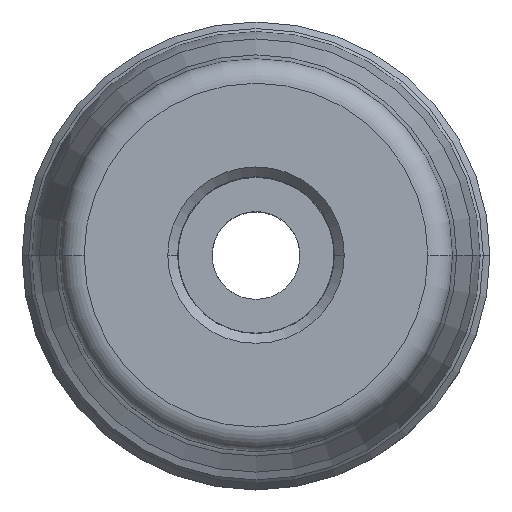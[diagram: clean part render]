
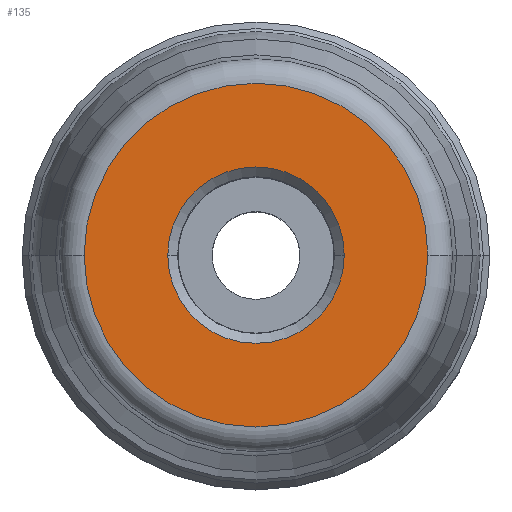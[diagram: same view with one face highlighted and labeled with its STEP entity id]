
A CAD part, top view. The second image highlights one B-rep face of the part: STEP entity #135.
In plain terms, the highlighted planar face has unit normal (0, 0, 1).
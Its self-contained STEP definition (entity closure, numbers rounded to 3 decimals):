
#78=PLANE('',#1359);
#87=FACE_BOUND('',#308,.T.);
#88=FACE_BOUND('',#309,.T.);
#135=ADVANCED_FACE('',(#87,#88),#78,.F.);
#308=EDGE_LOOP('',(#514,#515,#516,#517));
#309=EDGE_LOOP('',(#518,#519));
#514=ORIENTED_EDGE('',*,*,#834,.F.);
#515=ORIENTED_EDGE('',*,*,#832,.F.);
#516=ORIENTED_EDGE('',*,*,#831,.F.);
#517=ORIENTED_EDGE('',*,*,#835,.T.);
#518=ORIENTED_EDGE('',*,*,#836,.F.);
#519=ORIENTED_EDGE('',*,*,#837,.F.);
#706=VERTEX_POINT('',#2139);
#707=VERTEX_POINT('',#2141);
#708=VERTEX_POINT('',#2143);
#709=VERTEX_POINT('',#2147);
#710=VERTEX_POINT('',#2151);
#711=VERTEX_POINT('',#2152);
#831=EDGE_CURVE('',#706,#707,#964,.T.);
#832=EDGE_CURVE('',#707,#708,#965,.T.);
#834=EDGE_CURVE('',#708,#709,#967,.T.);
#835=EDGE_CURVE('',#706,#709,#968,.T.);
#836=EDGE_CURVE('',#710,#711,#969,.T.);
#837=EDGE_CURVE('',#711,#710,#970,.T.);
#964=CIRCLE('',#1350,14.);
#965=CIRCLE('',#1351,14.);
#967=CIRCLE('',#1354,14.);
#968=CIRCLE('',#1355,14.);
#969=CIRCLE('',#1357,7.185);
#970=CIRCLE('',#1358,7.185);
#1350=AXIS2_PLACEMENT_3D('',#2140,#1676,#1677);
#1351=AXIS2_PLACEMENT_3D('',#2142,#1678,#1679);
#1354=AXIS2_PLACEMENT_3D('',#2146,#1684,#1685);
#1355=AXIS2_PLACEMENT_3D('',#2148,#1686,#1687);
#1357=AXIS2_PLACEMENT_3D('',#2150,#1690,#1691);
#1358=AXIS2_PLACEMENT_3D('',#2153,#1692,#1693);
#1359=AXIS2_PLACEMENT_3D('',#2154,#1694,#1695);
#1676=DIRECTION('',(0.,0.,-1.));
#1677=DIRECTION('',(1.,0.,0.));
#1678=DIRECTION('',(0.,0.,-1.));
#1679=DIRECTION('',(1.,-0.001,0.));
#1684=DIRECTION('',(0.,0.,-1.));
#1685=DIRECTION('',(-1.,0.001,0.));
#1686=DIRECTION('',(0.,0.,1.));
#1687=DIRECTION('',(-1.,0.001,0.));
#1690=DIRECTION('',(0.,0.,1.));
#1691=DIRECTION('',(1.,0.,0.));
#1692=DIRECTION('',(0.,0.,1.));
#1693=DIRECTION('',(-1.,0.,0.));
#1694=DIRECTION('',(0.,0.,-1.));
#1695=DIRECTION('',(1.,0.,0.));
#2139=CARTESIAN_POINT('',(14.,0.,0.));
#2140=CARTESIAN_POINT('',(0.,0.,0.));
#2141=CARTESIAN_POINT('',(14.,-0.019,0.));
#2142=CARTESIAN_POINT('',(0.,0.,0.));
#2143=CARTESIAN_POINT('',(-14.,0.,0.));
#2146=CARTESIAN_POINT('',(0.,0.,0.));
#2147=CARTESIAN_POINT('',(-14.,0.019,0.));
#2148=CARTESIAN_POINT('',(0.,0.,0.));
#2150=CARTESIAN_POINT('',(0.,0.,0.));
#2151=CARTESIAN_POINT('',(7.185,0.,0.));
#2152=CARTESIAN_POINT('',(-7.185,0.,0.));
#2153=CARTESIAN_POINT('',(0.,0.,0.));
#2154=CARTESIAN_POINT('',(0.,0.,0.));
